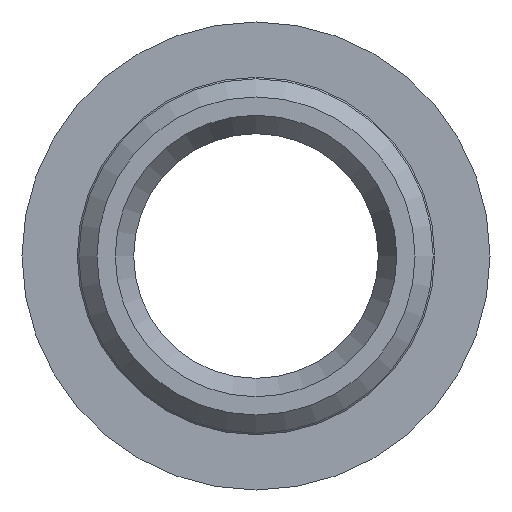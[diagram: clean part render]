
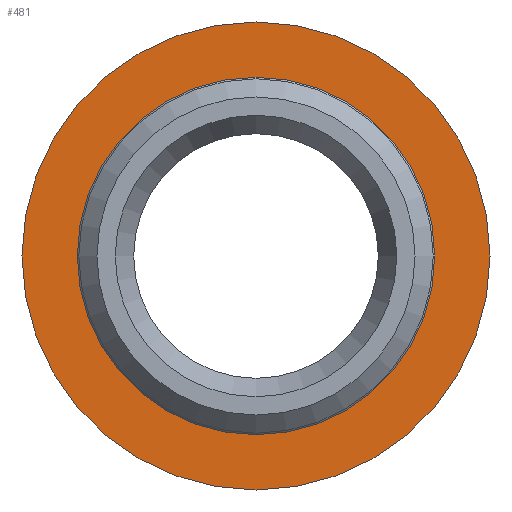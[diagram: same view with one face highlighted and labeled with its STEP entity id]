
A CAD part, front view. The second image highlights one B-rep face of the part: STEP entity #481.
In plain terms, the highlighted planar face has unit normal (0, -1, 0).
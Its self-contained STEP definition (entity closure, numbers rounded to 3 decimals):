
#76=CIRCLE('',#554,8.4);
#77=CIRCLE('',#556,11.);
#189=ORIENTED_EDGE('',*,*,#251,.T.);
#190=ORIENTED_EDGE('',*,*,#250,.F.);
#250=EDGE_CURVE('',#290,#290,#76,.T.);
#251=EDGE_CURVE('',#291,#291,#77,.T.);
#290=VERTEX_POINT('',#868);
#291=VERTEX_POINT('',#871);
#375=EDGE_LOOP('',(#189));
#376=EDGE_LOOP('',(#190));
#427=FACE_BOUND('',#375,.T.);
#428=FACE_BOUND('',#376,.T.);
#447=PLANE('',#555);
#481=ADVANCED_FACE('',(#427,#428),#447,.T.);
#554=AXIS2_PLACEMENT_3D('',#867,#694,#695);
#555=AXIS2_PLACEMENT_3D('',#869,#696,#697);
#556=AXIS2_PLACEMENT_3D('',#870,#698,#699);
#694=DIRECTION('',(0.,-1.,0.));
#695=DIRECTION('',(0.,0.,-1.));
#696=DIRECTION('',(0.,-1.,0.));
#697=DIRECTION('',(0.,0.,-1.));
#698=DIRECTION('',(0.,-1.,0.));
#699=DIRECTION('',(0.,0.,-1.));
#867=CARTESIAN_POINT('',(0.,-2.,0.));
#868=CARTESIAN_POINT('',(0.,-2.,-8.4));
#869=CARTESIAN_POINT('',(8.4,-2.,0.));
#870=CARTESIAN_POINT('',(0.,-2.,0.));
#871=CARTESIAN_POINT('',(0.,-2.,-11.));
